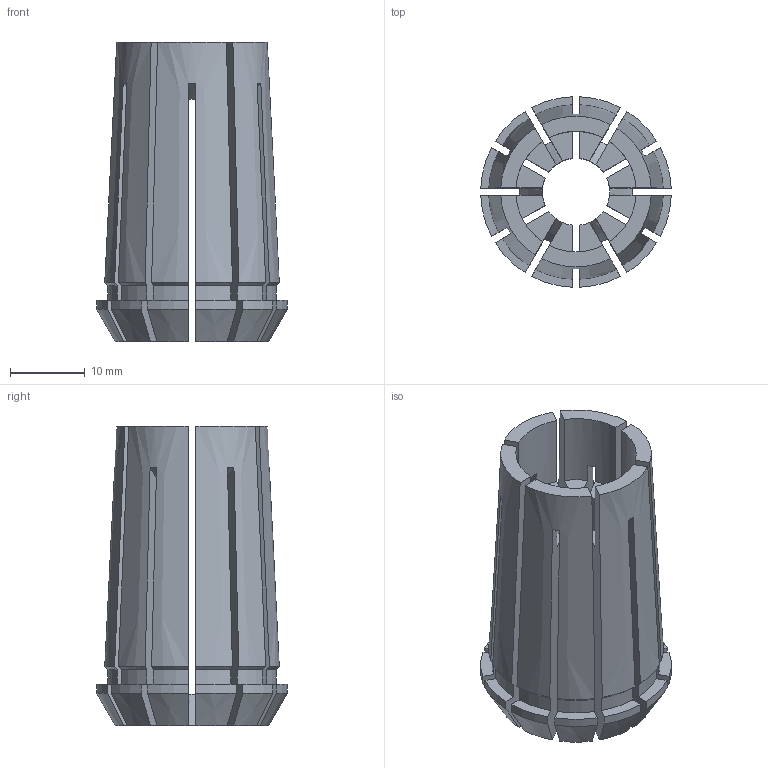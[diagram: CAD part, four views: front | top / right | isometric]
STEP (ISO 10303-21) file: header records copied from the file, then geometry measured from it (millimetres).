
FILE_DESCRIPTION (( 'STEP AP203' ), '1' );
FILE_NAME ('STP-5250-119-016-009-1(83531-09).STEP', '2024-03-06T07:44:28', ( '' ), ( '' ), 'SwSTEP 2.0', 'SolidWorks 2017', '' );
FILE_SCHEMA (( 'CONFIG_CONTROL_DESIGN' ));
Length unit declared in the file: millimetre
Products named in the file (1): STP-5250-119-016-009-1(83531-09)
Bounding box: 25.48 x 25.48 x 40 mm (x, y, z)
Volume: 8790.1 mm3; surface area: 9066.1 mm2
Topology: 1 solids, 1 shells, 139 faces, 417 edges, 278 vertices
Faces by surface type: plane 60, cylinder 49, cone 30
Entity records: 5044 total; most frequent: CARTESIAN_POINT 1250, ORIENTED_EDGE 834, DIRECTION 745, EDGE_CURVE 417, AXIS2_PLACEMENT_3D 279, VERTEX_POINT 278, LINE 187, VECTOR 187
